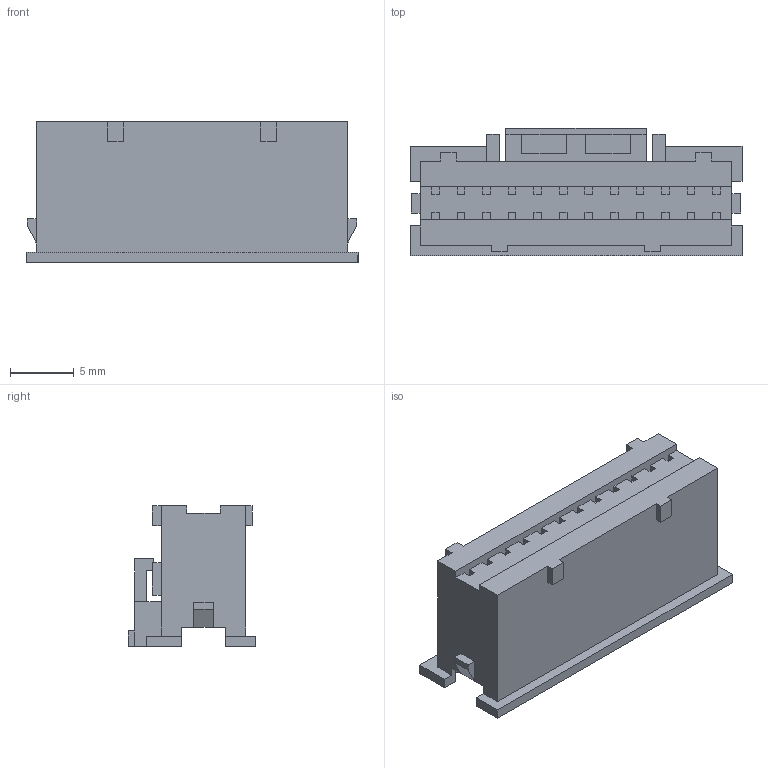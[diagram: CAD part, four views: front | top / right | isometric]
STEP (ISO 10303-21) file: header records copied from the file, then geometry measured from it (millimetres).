
FILE_DESCRIPTION (( 'STEP AP214' ), '1' );
FILE_NAME ('PADP-24V-1-S.STEP', '2011-06-10T06:41:40', ( 'root' ), ( 'Hewlett-Packard Company' ), 'SwSTEP 2.0', 'SolidWorks 2009', '' );
FILE_SCHEMA (( 'AUTOMOTIVE_DESIGN' ));
Length unit declared in the file: millimetre
Products named in the file (1): PADP-24V-1-S
Bounding box: 26 x 10 x 11 mm (x, y, z)
Volume: 1661 mm3; surface area: 1566.5 mm2
Topology: 1 solids, 1 shells, 285 faces, 836 edges, 556 vertices
Faces by surface type: plane 285
Entity records: 9292 total; most frequent: CARTESIAN_POINT 1678, ORIENTED_EDGE 1672, DIRECTION 1408, EDGE_CURVE 836, VECTOR 836, LINE 836, VERTEX_POINT 556, EDGE_LOOP 288
